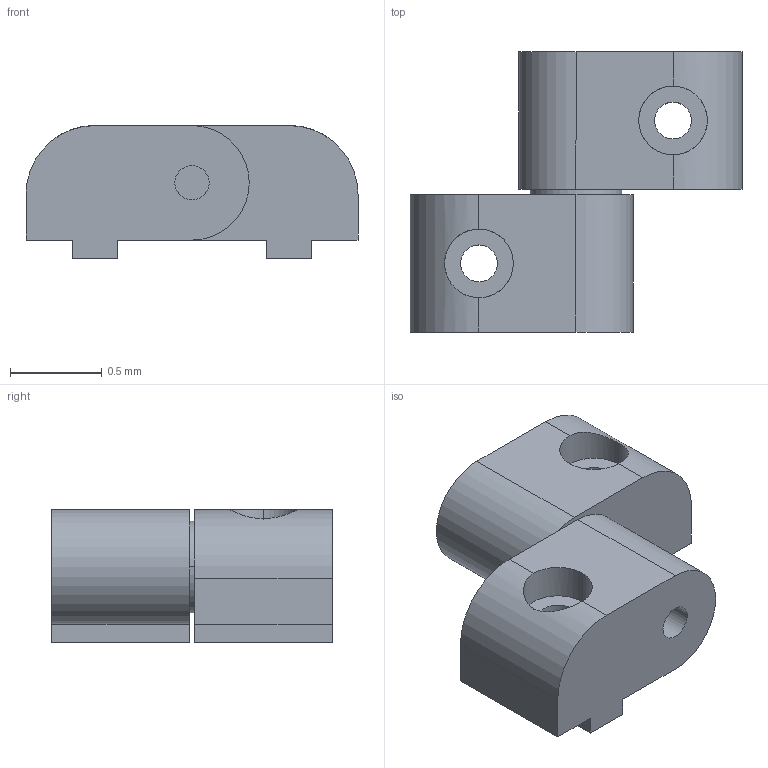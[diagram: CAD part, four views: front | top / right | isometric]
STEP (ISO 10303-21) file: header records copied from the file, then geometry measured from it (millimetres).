
FILE_DESCRIPTION((''),'2;1');
FILE_NAME('10HI7820.stp','2015-07-07T13:52:21',(''),(''),'Mechanical Desktop 2011','Mechanical Desktop 2011',', , ');
FILE_SCHEMA(('CONFIG_CONTROL_DESIGN'));
Length unit declared in the file: millimetre
Products named in the file (1): Product
Bounding box: 1.81 x 1.53 x 0.72 mm (x, y, z)
Volume: 1 mm3; surface area: 12.3 mm2
Topology: 5 solids, 5 shells, 57 faces, 136 edges, 90 vertices
Faces by surface type: cylinder 28, plane 27, cone 2
Entity records: 1811 total; most frequent: CARTESIAN_POINT 320, DIRECTION 306, ORIENTED_EDGE 272, EDGE_CURVE 136, AXIS2_PLACEMENT_3D 116, VERTEX_POINT 90, VECTOR 74, LINE 74
